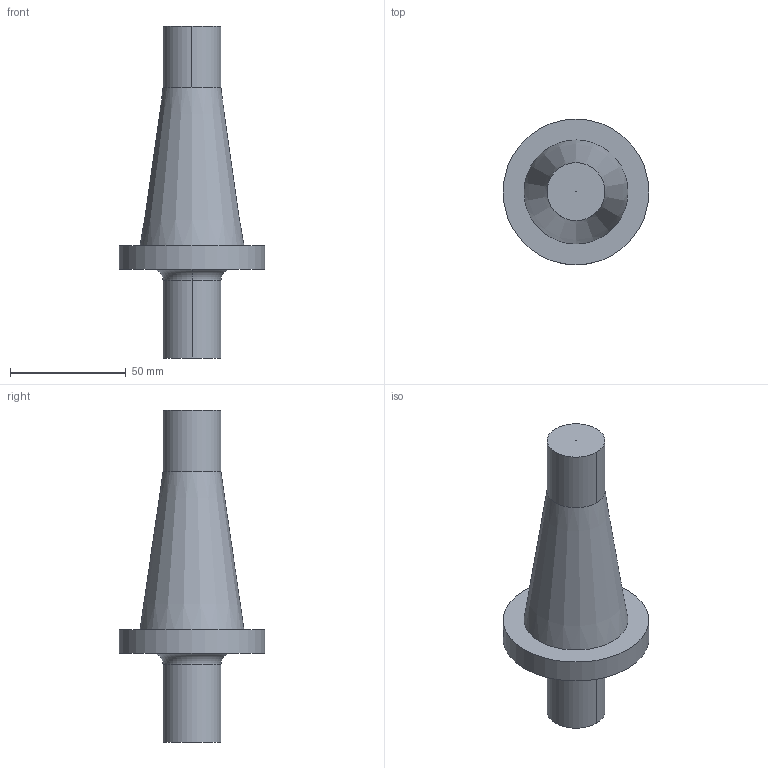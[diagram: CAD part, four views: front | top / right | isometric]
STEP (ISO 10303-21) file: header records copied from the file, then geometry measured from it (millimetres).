
FILE_DESCRIPTION(/* description */ (''),/* implementation_level */ '2;1');
FILE_NAME(/* name */ '2080.40-MTS.1.050.stp',/* time_stamp */ '2024-06-23T16:02:14+02:00',/* author */ (''),/* organization */ (''),/* preprocessor_version */ 'ST-DEVELOPER v16.7',/* originating_system */ 'SIEMENS PLM Software NX 12.0',/* authorisation */ '');
FILE_SCHEMA (('AUTOMOTIVE_DESIGN { 1 0 10303 214 3 1 1 1 }'));
Length unit declared in the file: millimetre
Products named in the file (1): pf660F5CA0AEj81f
Bounding box: 63 x 63 x 143.4 mm (x, y, z)
Volume: 130909.6 mm3; surface area: 19657.4 mm2
Topology: 1 solids, 1 shells, 15 faces, 28 edges, 18 vertices
Faces by surface type: cylinder 7, plane 5, torus 2, cone 1
Full cylindrical faces by diameter (mm): 63 x1
Entity records: 457 total; most frequent: DIRECTION 86, CARTESIAN_POINT 67, ORIENTED_EDGE 56, AXIS2_PLACEMENT_3D 39, EDGE_CURVE 28, EDGE_LOOP 20, VERTEX_POINT 20, CIRCLE 20
